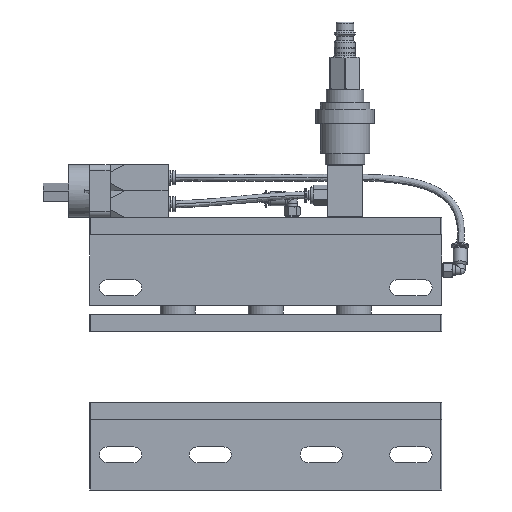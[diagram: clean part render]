
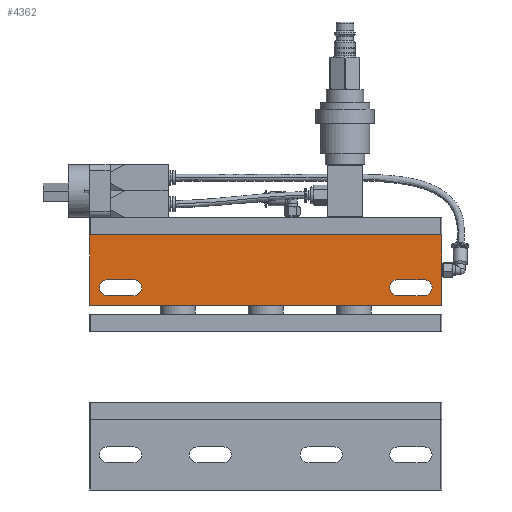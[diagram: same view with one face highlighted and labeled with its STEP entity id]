
A CAD part, front view. The second image highlights one B-rep face of the part: STEP entity #4362.
In plain terms, the highlighted planar face has unit normal (0, -1, 0).
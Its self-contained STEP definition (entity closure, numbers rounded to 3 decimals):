
#4251=CARTESIAN_POINT('',(0.,-0.,-40.));
#4252=DIRECTION('',(0.,-1.,0.));
#4253=DIRECTION('',(0.,0.,-1.));
#4254=AXIS2_PLACEMENT_3D('',#4251,#4252,#4253);
#4255=PLANE('',#4254);
#4256=CARTESIAN_POINT('',(175.,-0.,-25.5));
#4257=VERTEX_POINT('',#4256);
#4258=CARTESIAN_POINT('',(190.,-0.,-25.5));
#4259=VERTEX_POINT('',#4258);
#4260=CARTESIAN_POINT('',(175.,-0.,-25.5));
#4261=DIRECTION('',(1.,-0.,0.));
#4262=VECTOR('',#4261,15.);
#4263=LINE('',#4260,#4262);
#4264=EDGE_CURVE('',#4257,#4259,#4263,.T.);
#4265=ORIENTED_EDGE('',*,*,#4264,.T.);
#4266=CARTESIAN_POINT('',(190.,-0.,-34.5));
#4267=VERTEX_POINT('',#4266);
#4268=CARTESIAN_POINT('',(190.,-0.,-30.));
#4269=DIRECTION('',(0.,1.,0.));
#4270=DIRECTION('',(0.,-0.,1.));
#4271=AXIS2_PLACEMENT_3D('',#4268,#4269,#4270);
#4272=CIRCLE('',#4271,4.5);
#4273=EDGE_CURVE('',#4259,#4267,#4272,.T.);
#4274=ORIENTED_EDGE('',*,*,#4273,.T.);
#4275=CARTESIAN_POINT('',(175.,-0.,-34.5));
#4276=VERTEX_POINT('',#4275);
#4277=CARTESIAN_POINT('',(175.,-0.,-34.5));
#4278=DIRECTION('',(1.,0.,-0.));
#4279=VECTOR('',#4278,15.);
#4280=LINE('',#4277,#4279);
#4281=EDGE_CURVE('',#4276,#4267,#4280,.T.);
#4282=ORIENTED_EDGE('',*,*,#4281,.F.);
#4283=CARTESIAN_POINT('',(175.,-0.,-30.));
#4284=DIRECTION('',(0.,1.,0.));
#4285=DIRECTION('',(0.,-0.,1.));
#4286=AXIS2_PLACEMENT_3D('',#4283,#4284,#4285);
#4287=CIRCLE('',#4286,4.5);
#4288=EDGE_CURVE('',#4276,#4257,#4287,.T.);
#4289=ORIENTED_EDGE('',*,*,#4288,.T.);
#4290=EDGE_LOOP('',(#4265,#4274,#4282,#4289));
#4291=FACE_BOUND('',#4290,.T.);
#4292=CARTESIAN_POINT('',(-0.,0.,0.));
#4293=VERTEX_POINT('',#4292);
#4294=CARTESIAN_POINT('',(200.,0.,0.));
#4295=VERTEX_POINT('',#4294);
#4296=CARTESIAN_POINT('',(-0.,0.,0.));
#4297=DIRECTION('',(1.,0.,0.));
#4298=VECTOR('',#4297,200.);
#4299=LINE('',#4296,#4298);
#4300=EDGE_CURVE('',#4293,#4295,#4299,.T.);
#4301=ORIENTED_EDGE('',*,*,#4300,.F.);
#4302=CARTESIAN_POINT('',(-0.,0.,-40.));
#4303=VERTEX_POINT('',#4302);
#4304=CARTESIAN_POINT('',(-0.,0.,-40.));
#4305=DIRECTION('',(0.,0.,1.));
#4306=VECTOR('',#4305,40.);
#4307=LINE('',#4304,#4306);
#4308=EDGE_CURVE('',#4303,#4293,#4307,.T.);
#4309=ORIENTED_EDGE('',*,*,#4308,.F.);
#4310=CARTESIAN_POINT('',(200.,0.,-40.));
#4311=VERTEX_POINT('',#4310);
#4312=CARTESIAN_POINT('',(-0.,0.,-40.));
#4313=DIRECTION('',(1.,0.,0.));
#4314=VECTOR('',#4313,200.);
#4315=LINE('',#4312,#4314);
#4316=EDGE_CURVE('',#4303,#4311,#4315,.T.);
#4317=ORIENTED_EDGE('',*,*,#4316,.T.);
#4318=CARTESIAN_POINT('',(200.,0.,-40.));
#4319=DIRECTION('',(0.,0.,1.));
#4320=VECTOR('',#4319,40.);
#4321=LINE('',#4318,#4320);
#4322=EDGE_CURVE('',#4311,#4295,#4321,.T.);
#4323=ORIENTED_EDGE('',*,*,#4322,.T.);
#4324=EDGE_LOOP('',(#4301,#4309,#4317,#4323));
#4325=FACE_BOUND('',#4324,.T.);
#4326=CARTESIAN_POINT('',(10.,-0.,-34.5));
#4327=VERTEX_POINT('',#4326);
#4328=CARTESIAN_POINT('',(10.,-0.,-25.5));
#4329=VERTEX_POINT('',#4328);
#4330=CARTESIAN_POINT('',(10.,-0.,-30.));
#4331=DIRECTION('',(0.,1.,0.));
#4332=DIRECTION('',(0.,-0.,1.));
#4333=AXIS2_PLACEMENT_3D('',#4330,#4331,#4332);
#4334=CIRCLE('',#4333,4.5);
#4335=EDGE_CURVE('',#4327,#4329,#4334,.T.);
#4336=ORIENTED_EDGE('',*,*,#4335,.T.);
#4337=CARTESIAN_POINT('',(25.,-0.,-25.5));
#4338=VERTEX_POINT('',#4337);
#4339=CARTESIAN_POINT('',(10.,-0.,-25.5));
#4340=DIRECTION('',(1.,0.,-0.));
#4341=VECTOR('',#4340,15.);
#4342=LINE('',#4339,#4341);
#4343=EDGE_CURVE('',#4329,#4338,#4342,.T.);
#4344=ORIENTED_EDGE('',*,*,#4343,.T.);
#4345=CARTESIAN_POINT('',(25.,-0.,-34.5));
#4346=VERTEX_POINT('',#4345);
#4347=CARTESIAN_POINT('',(25.,-0.,-30.));
#4348=DIRECTION('',(0.,1.,0.));
#4349=DIRECTION('',(0.,-0.,1.));
#4350=AXIS2_PLACEMENT_3D('',#4347,#4348,#4349);
#4351=CIRCLE('',#4350,4.5);
#4352=EDGE_CURVE('',#4338,#4346,#4351,.T.);
#4353=ORIENTED_EDGE('',*,*,#4352,.T.);
#4354=CARTESIAN_POINT('',(10.,-0.,-34.5));
#4355=DIRECTION('',(1.,0.,-0.));
#4356=VECTOR('',#4355,15.);
#4357=LINE('',#4354,#4356);
#4358=EDGE_CURVE('',#4327,#4346,#4357,.T.);
#4359=ORIENTED_EDGE('',*,*,#4358,.F.);
#4360=EDGE_LOOP('',(#4336,#4344,#4353,#4359));
#4361=FACE_BOUND('',#4360,.T.);
#4362=ADVANCED_FACE('NONE',(#4291,#4325,#4361),#4255,.T.);
